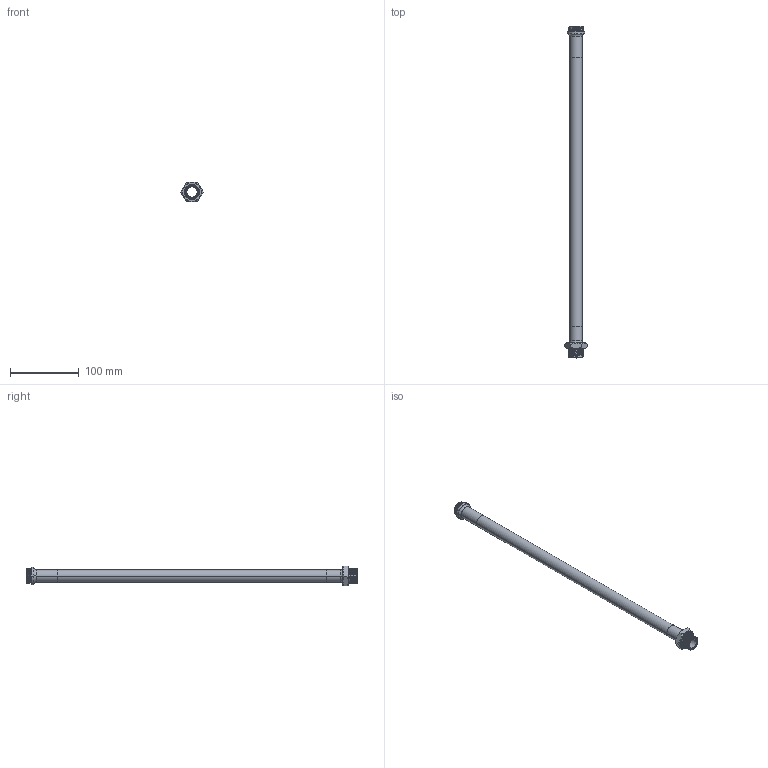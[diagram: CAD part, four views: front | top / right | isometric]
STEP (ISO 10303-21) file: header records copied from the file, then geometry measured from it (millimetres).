
FILE_DESCRIPTION((''),'2;1');
FILE_NAME('170703_SW','2013-02-18T',('banengservice'),('BANNER ENGINEERING'),'PRO/ENGINEER BY PARAMETRIC TECHNOLOGY CORPORATION, 2009141','PRO/ENGINEER BY PARAMETRIC TECHNOLOGY CORPORATION, 2009141','');
FILE_SCHEMA(('CONFIG_CONTROL_DESIGN'));
Length unit declared in the file: inch
Products named in the file (1): 170703_SW
Bounding box: 33 x 484.33 x 28.57 mm (x, y, z)
Volume: 15000.2 mm3; surface area: 56288.1 mm2
Topology: 1 solids, 1 shells, 95 faces, 220 edges, 139 vertices
Faces by surface type: cylinder 39, plane 21, cone 20, bspline 9, torus 6
Entity records: 5606 total; most frequent: CARTESIAN_POINT 3496, ORIENTED_EDGE 440, DIRECTION 404, EDGE_CURVE 220, AXIS2_PLACEMENT_3D 173, VERTEX_POINT 139, EDGE_LOOP 109, FACE_OUTER_BOUND 95
